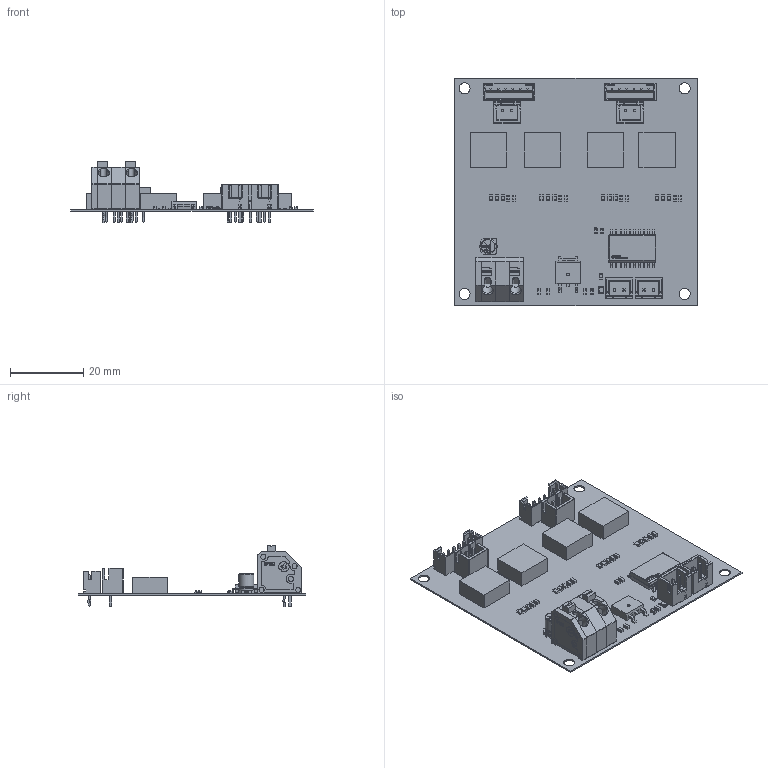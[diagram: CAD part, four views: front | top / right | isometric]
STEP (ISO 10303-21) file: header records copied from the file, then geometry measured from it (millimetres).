
FILE_DESCRIPTION(('Open CASCADE Model'),'2;1');
FILE_NAME('Open CASCADE Shape Model','2024-03-24T10:01:47',('Author'),( 'Open CASCADE'),'Open CASCADE STEP processor 7.5','Open CASCADE 7.5' ,'Unknown');
FILE_SCHEMA(('AUTOMOTIVE_DESIGN { 1 0 10303 214 1 1 1 1 }'));
Length unit declared in the file: millimetre
Products named in the file (83): PCB; Board; Open CASCADE STEP translator 7.5 4.1.1; R13; 6608986240; Extruded; 6608986080; D1; WL-SMCW_0805_LED; base; cover; housing; marking; base_2; U6; 6608983840; U5; U4; IC_Texas_Instruments_SN74HCT244DWR_eec; BODY-SO; LEAD-SO; Texas Logo Yury - Copy; Texas Logo Yury - Copy - Copy; U3; U2; U1; User Library-TO252AA; R12; R11; R10; R9; R8; R7; R6; R5; R4; R3; R2; R1; P2 ...
Assembly tree (164 placements, depth 5):
  PCB
    Board
      Open CASCADE STEP translator 7.5 4.1.1
    R13
      6608986240
        Extruded
      6608986080  x2
        Extruded
    D1
      WL-SMCW_0805_LED
        base
        cover
        housing
        marking  x2
        base_2
    U6
      6608983840
        Extruded
    U5
      6608983840
        Extruded
    U4
      IC_Texas_Instruments_SN74HCT244DWR_eec
        BODY-SO
        LEAD-SO  x20
        Texas Logo Yury - Copy
        Texas Logo Yury - Copy - Copy
    U3
      6608983840
        Extruded
    U2
      6608983840
        Extruded
    U1
      User Library-TO252AA
    R12
      6608986240
        Extruded
      6608986080  x2
        Extruded
    R11
      6608986240
        Extruded
      6608986080  x2
        Extruded
    R10
      6608986240
        Extruded
      6608986080  x2
        Extruded
    R9
      6608986240
        Extruded
      6608986080  x2
        Extruded
    R8
      6608986240
        Extruded
      6608986080  x2
        Extruded
Bounding box: 66.04 x 61.85 x 16.8 mm (x, y, z)
Volume: 6310.4 mm3; surface area: 14920.7 mm2
Topology: 180 solids, 180 shells, 3617 faces, 8814 edges, 5481 vertices
Faces by surface type: plane 2324, cylinder 825, sphere 214, bspline 166, torus 63, extrusion 16, cone 9
Full cylindrical faces by diameter (mm): 0.5 x1, 0.58 x1, 0.8 x12, 0.9 x6, 0.98 x1, 1 x10, 2.42 x1, 2.5 x1, 2.8 x1, 3 x4, 3.56 x1, 3.9 x1, 4 x1
Entity records: 61788 total; most frequent: CARTESIAN_POINT 12869, ORIENTED_EDGE 8852, DIRECTION 7932, EDGE_CURVE 4426, VECTOR 3280, LINE 3264, VERTEX_POINT 2879, AXIS2_PLACEMENT_3D 2326
